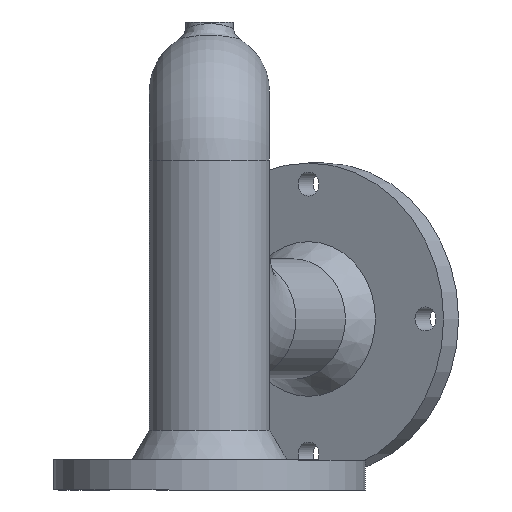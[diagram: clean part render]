
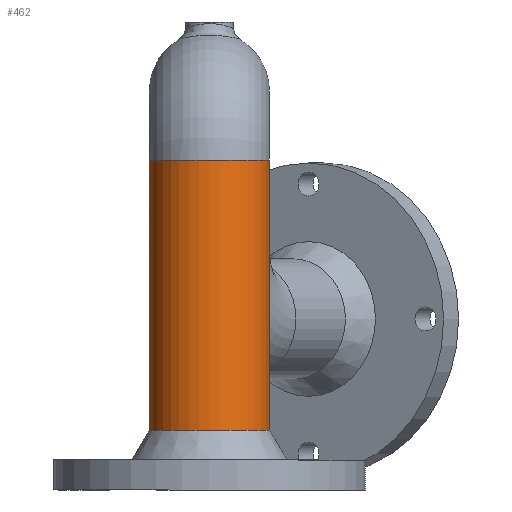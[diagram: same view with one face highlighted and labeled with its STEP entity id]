
A CAD part, left-side view. The second image highlights one B-rep face of the part: STEP entity #462.
In plain terms, the highlighted cylindrical face has radius 20 mm (diameter 40 mm), a full revolution.
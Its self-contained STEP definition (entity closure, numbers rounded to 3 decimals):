
#95=FACE_BOUND('',#220,.T.);
#113=CYLINDRICAL_SURFACE('',#535,20.);
#139=FACE_OUTER_BOUND('',#219,.T.);
#219=EDGE_LOOP('',(#428));
#220=EDGE_LOOP('',(#429));
#226=CIRCLE('',#470,20.);
#246=CIRCLE('',#503,20.);
#266=VERTEX_POINT('',#811);
#287=VERTEX_POINT('',#915);
#308=EDGE_CURVE('',#266,#266,#226,.T.);
#329=EDGE_CURVE('',#287,#287,#246,.T.);
#428=ORIENTED_EDGE('',*,*,#308,.T.);
#429=ORIENTED_EDGE('',*,*,#329,.F.);
#462=ADVANCED_FACE('',(#139,#95),#113,.T.);
#470=AXIS2_PLACEMENT_3D('',#812,#546,#547);
#503=AXIS2_PLACEMENT_3D('',#916,#612,#613);
#535=AXIS2_PLACEMENT_3D('',#964,#676,#677);
#546=DIRECTION('center_axis',(0.,0.,-1.));
#547=DIRECTION('ref_axis',(-1.,0.,0.));
#612=DIRECTION('center_axis',(0.,0.,-1.));
#613=DIRECTION('ref_axis',(-1.,0.,0.));
#676=DIRECTION('center_axis',(0.,0.,1.));
#677=DIRECTION('ref_axis',(-1.,0.,0.));
#811=CARTESIAN_POINT('',(20.,0.,90.));
#812=CARTESIAN_POINT('Origin',(0.,0.,90.));
#915=CARTESIAN_POINT('',(20.,0.,0.));
#916=CARTESIAN_POINT('Origin',(0.,0.,0.));
#964=CARTESIAN_POINT('Origin',(0.,0.,0.));
